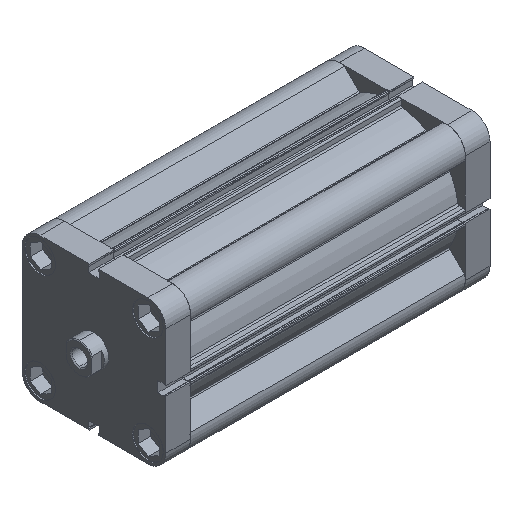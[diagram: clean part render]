
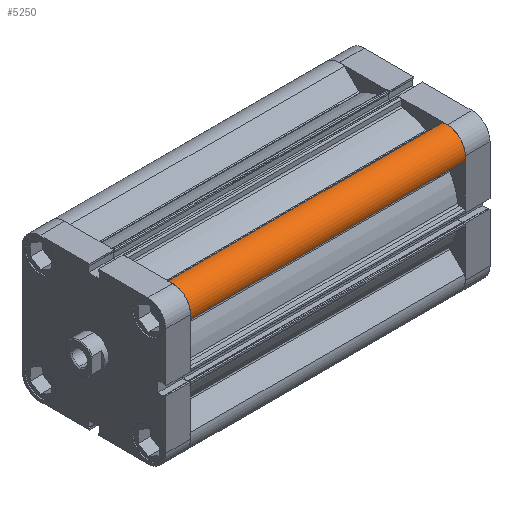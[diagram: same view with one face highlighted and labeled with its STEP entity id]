
A CAD part, isometric view. The second image highlights one B-rep face of the part: STEP entity #5250.
In plain terms, the highlighted cylindrical face has radius 12 mm (diameter 24 mm), a partial arc.
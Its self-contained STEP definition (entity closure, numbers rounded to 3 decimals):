
#894 = CARTESIAN_POINT ( 'NONE',  ( 36., -36., 183.5 ) ) ;
#908 = DIRECTION ( 'NONE',  ( 0., 0., 1. ) ) ;
#909 = DIRECTION ( 'NONE',  ( -1., 0., 0. ) ) ;
#972 = CARTESIAN_POINT ( 'NONE',  ( 36., -36., 0. ) ) ;
#979 = DIRECTION ( 'NONE',  ( 0., 0., 1. ) ) ;
#980 = DIRECTION ( 'NONE',  ( -1., 0., 0. ) ) ;
#1175 = ORIENTED_EDGE ( 'NONE', *, *, #11312, .T. ) ;
#1182 = ORIENTED_EDGE ( 'NONE', *, *, #9290, .F. ) ;
#1203 = ORIENTED_EDGE ( 'NONE', *, *, #11291, .F. ) ;
#1345 = ORIENTED_EDGE ( 'NONE', *, *, #8872, .T. ) ;
#2048 = CARTESIAN_POINT ( 'NONE',  ( 32.683, -47.533, 0. ) ) ;
#2075 = CARTESIAN_POINT ( 'NONE',  ( 32.683, -47.533, 183.5 ) ) ;
#2232 = CARTESIAN_POINT ( 'NONE',  ( 47.533, -32.683, 0. ) ) ;
#2300 = CARTESIAN_POINT ( 'NONE',  ( 47.533, -32.683, 183.5 ) ) ;
#2520 = CARTESIAN_POINT ( 'NONE',  ( 32.683, -47.533, 183.5 ) ) ;
#2523 = DIRECTION ( 'NONE',  ( 0., 0., -1. ) ) ;
#3480 = CARTESIAN_POINT ( 'NONE',  ( 47.533, -32.683, 183.5 ) ) ;
#3482 = DIRECTION ( 'NONE',  ( 0., 0., -1. ) ) ;
#4320 = LINE ( 'NONE', #3480, #4327 ) ;
#4327 = VECTOR ( 'NONE', #3482, 1000. ) ;
#4936 = CIRCLE ( 'NONE', #5152, 12. ) ;
#4964 = CIRCLE ( 'NONE', #5164, 12. ) ;
#5152 = AXIS2_PLACEMENT_3D ( 'NONE', #894, #908, #909 ) ;
#5164 = AXIS2_PLACEMENT_3D ( 'NONE', #972, #979, #980 ) ;
#5250 = ADVANCED_FACE ( 'NONE', ( #10045 ), #10035, .T. ) ;
#5716 = VERTEX_POINT ( 'NONE', #2048 ) ;
#5743 = VERTEX_POINT ( 'NONE', #2075 ) ;
#5900 = VERTEX_POINT ( 'NONE', #2232 ) ;
#6197 = VERTEX_POINT ( 'NONE', #2300 ) ;
#7263 = EDGE_LOOP ( 'NONE', ( #1175, #1182, #1203, #1345 ) ) ;
#7941 = DIRECTION ( 'NONE',  ( 0., 0., -1. ) ) ;
#7944 = DIRECTION ( 'NONE',  ( -1., 0., 0. ) ) ;
#7949 = CARTESIAN_POINT ( 'NONE',  ( 36., -36., 183.5 ) ) ;
#8872 = EDGE_CURVE ( 'NONE', #5743, #5716, #10704, .T. ) ;
#9290 = EDGE_CURVE ( 'NONE', #6197, #5900, #4320, .T. ) ;
#9522 = AXIS2_PLACEMENT_3D ( 'NONE', #7949, #7941, #7944 ) ;
#10035 = CYLINDRICAL_SURFACE ( 'NONE', #9522, 12. ) ;
#10045 = FACE_OUTER_BOUND ( 'NONE', #7263, .T. ) ;
#10704 = LINE ( 'NONE', #2520, #10709 ) ;
#10709 = VECTOR ( 'NONE', #2523, 1000. ) ;
#11291 = EDGE_CURVE ( 'NONE', #5743, #6197, #4936, .T. ) ;
#11312 = EDGE_CURVE ( 'NONE', #5716, #5900, #4964, .T. ) ;
